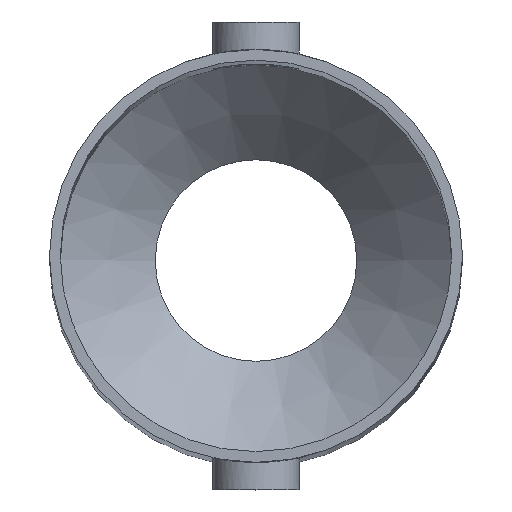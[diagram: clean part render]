
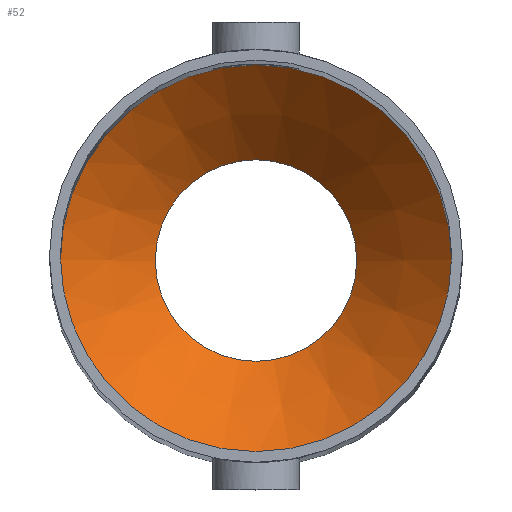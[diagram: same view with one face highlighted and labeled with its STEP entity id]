
A CAD part, top view. The second image highlights one B-rep face of the part: STEP entity #52.
In plain terms, the highlighted conical face has half-angle 45 degrees and reference radius 11.2 mm.
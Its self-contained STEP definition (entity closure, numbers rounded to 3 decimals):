
#52 = ADVANCED_FACE( '', ( #122, #123 ), #124, .F. );
#122 = FACE_OUTER_BOUND( '', #225, .T. );
#123 = FACE_BOUND( '', #226, .T. );
#124 = CONICAL_SURFACE( '', #227, 11.2, 0.785 );
#225 = EDGE_LOOP( '', ( #327 ) );
#226 = EDGE_LOOP( '', ( #328 ) );
#227 = AXIS2_PLACEMENT_3D( '', #329, #330, #331 );
#327 = ORIENTED_EDGE( '', *, *, #544, .F. );
#328 = ORIENTED_EDGE( '', *, *, #545, .T. );
#329 = CARTESIAN_POINT( '', ( 0., 0., 0. ) );
#330 = DIRECTION( '', ( 0., 0., 1. ) );
#331 = DIRECTION( '', ( 1., 0., 0. ) );
#544 = EDGE_CURVE( '', #632, #632, #633, .T. );
#545 = EDGE_CURVE( '', #634, #634, #635, .T. );
#632 = VERTEX_POINT( '', #826 );
#633 = CIRCLE( '', #827, 21.75 );
#634 = VERTEX_POINT( '', #828 );
#635 = CIRCLE( '', #829, 11.2 );
#826 = CARTESIAN_POINT( '', ( -21.75, 0., 10.55 ) );
#827 = AXIS2_PLACEMENT_3D( '', #1566, #1567, #1568 );
#828 = CARTESIAN_POINT( '', ( -11.2, 0., 0. ) );
#829 = AXIS2_PLACEMENT_3D( '', #1569, #1570, #1571 );
#1566 = CARTESIAN_POINT( '', ( 0., 0., 10.55 ) );
#1567 = DIRECTION( '', ( 0., 0., -1. ) );
#1568 = DIRECTION( '', ( -1., 0., 0. ) );
#1569 = CARTESIAN_POINT( '', ( 0., 0., 0. ) );
#1570 = DIRECTION( '', ( 0., 0., -1. ) );
#1571 = DIRECTION( '', ( -1., 0., 0. ) );
